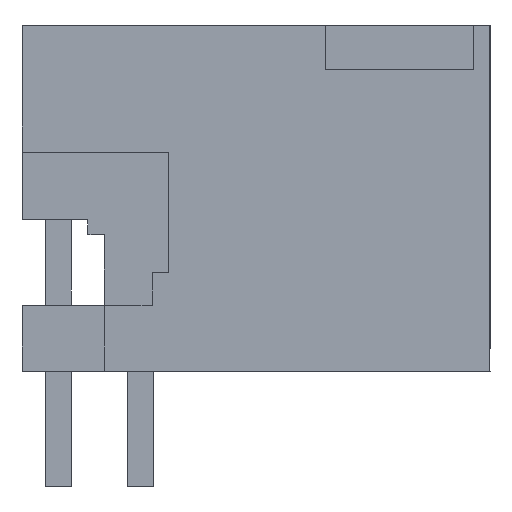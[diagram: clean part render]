
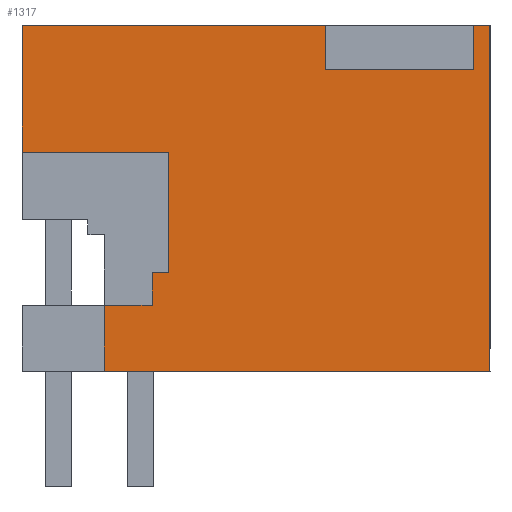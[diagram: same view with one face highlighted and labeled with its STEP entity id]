
A CAD part, left-side view. The second image highlights one B-rep face of the part: STEP entity #1317.
In plain terms, the highlighted planar face has unit normal (-1, 0, 0).
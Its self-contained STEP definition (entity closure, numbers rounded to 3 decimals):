
#1224=AXIS2_PLACEMENT_3D('Plane Axis2P3D',#1221,#1222,#1223) ;
#102=CARTESIAN_POINT('Vertex',(0.,11.7,5.5)) ;
#105=CARTESIAN_POINT('Line Origine',(0.,10.975,5.5)) ;
#109=CARTESIAN_POINT('Vertex',(0.,10.25,5.5)) ;
#970=CARTESIAN_POINT('Vertex',(0.,0.,3.5)) ;
#973=CARTESIAN_POINT('Line Origine',(0.,5.85,3.5)) ;
#977=CARTESIAN_POINT('Vertex',(0.,11.7,3.5)) ;
#1190=CARTESIAN_POINT('Line Origine',(0.,11.7,4.5)) ;
#1221=CARTESIAN_POINT('Axis2P3D Location',(0.,14.2,0.)) ;
#1226=CARTESIAN_POINT('Line Origine',(0.,0.,8.75)) ;
#1230=CARTESIAN_POINT('Vertex',(0.,0.,14.)) ;
#1233=CARTESIAN_POINT('Line Origine',(0.,0.25,14.)) ;
#1237=CARTESIAN_POINT('Vertex',(0.,0.5,14.)) ;
#1240=CARTESIAN_POINT('Line Origine',(0.,0.5,13.325)) ;
#1244=CARTESIAN_POINT('Vertex',(0.,0.5,12.65)) ;
#1247=CARTESIAN_POINT('Line Origine',(0.,2.75,12.65)) ;
#1251=CARTESIAN_POINT('Vertex',(0.,5.,12.65)) ;
#1254=CARTESIAN_POINT('Line Origine',(0.,5.,13.325)) ;
#1258=CARTESIAN_POINT('Vertex',(0.,5.,14.)) ;
#1261=CARTESIAN_POINT('Line Origine',(0.,9.6,14.)) ;
#1265=CARTESIAN_POINT('Vertex',(0.,14.2,14.)) ;
#1268=CARTESIAN_POINT('Line Origine',(0.,14.2,12.075)) ;
#1272=CARTESIAN_POINT('Vertex',(0.,14.2,10.15)) ;
#1275=CARTESIAN_POINT('Line Origine',(0.,11.975,10.15)) ;
#1279=CARTESIAN_POINT('Vertex',(0.,9.75,10.15)) ;
#1282=CARTESIAN_POINT('Line Origine',(0.,9.75,8.325)) ;
#1286=CARTESIAN_POINT('Vertex',(0.,9.75,6.5)) ;
#1289=CARTESIAN_POINT('Line Origine',(0.,10.,6.5)) ;
#1293=CARTESIAN_POINT('Vertex',(0.,10.25,6.5)) ;
#1296=CARTESIAN_POINT('Line Origine',(0.,10.25,6.)) ;
#106=DIRECTION('Vector Direction',(0.,1.,0.)) ;
#974=DIRECTION('Vector Direction',(0.,-1.,0.)) ;
#1191=DIRECTION('Vector Direction',(0.,0.,1.)) ;
#1222=DIRECTION('Axis2P3D Direction',(-1.,0.,0.)) ;
#1223=DIRECTION('Axis2P3D XDirection',(0.,-1.,0.)) ;
#1227=DIRECTION('Vector Direction',(0.,0.,1.)) ;
#1234=DIRECTION('Vector Direction',(0.,-1.,0.)) ;
#1241=DIRECTION('Vector Direction',(0.,0.,-1.)) ;
#1248=DIRECTION('Vector Direction',(0.,1.,0.)) ;
#1255=DIRECTION('Vector Direction',(0.,0.,-1.)) ;
#1262=DIRECTION('Vector Direction',(0.,-1.,0.)) ;
#1269=DIRECTION('Vector Direction',(0.,0.,1.)) ;
#1276=DIRECTION('Vector Direction',(0.,-1.,0.)) ;
#1283=DIRECTION('Vector Direction',(0.,0.,1.)) ;
#1290=DIRECTION('Vector Direction',(0.,-1.,0.)) ;
#1297=DIRECTION('Vector Direction',(0.,0.,1.)) ;
#107=VECTOR('Line Direction',#106,1.) ;
#975=VECTOR('Line Direction',#974,1.) ;
#1192=VECTOR('Line Direction',#1191,1.) ;
#1228=VECTOR('Line Direction',#1227,1.) ;
#1235=VECTOR('Line Direction',#1234,1.) ;
#1242=VECTOR('Line Direction',#1241,1.) ;
#1249=VECTOR('Line Direction',#1248,1.) ;
#1256=VECTOR('Line Direction',#1255,1.) ;
#1263=VECTOR('Line Direction',#1262,1.) ;
#1270=VECTOR('Line Direction',#1269,1.) ;
#1277=VECTOR('Line Direction',#1276,1.) ;
#1284=VECTOR('Line Direction',#1283,1.) ;
#1291=VECTOR('Line Direction',#1290,1.) ;
#1298=VECTOR('Line Direction',#1297,1.) ;
#1302=ORIENTED_EDGE('',*,*,#979,.T.) ;
#1303=ORIENTED_EDGE('',*,*,#1232,.T.) ;
#1304=ORIENTED_EDGE('',*,*,#1239,.T.) ;
#1305=ORIENTED_EDGE('',*,*,#1246,.T.) ;
#1306=ORIENTED_EDGE('',*,*,#1253,.T.) ;
#1307=ORIENTED_EDGE('',*,*,#1260,.T.) ;
#1308=ORIENTED_EDGE('',*,*,#1267,.T.) ;
#1309=ORIENTED_EDGE('',*,*,#1274,.T.) ;
#1310=ORIENTED_EDGE('',*,*,#1281,.T.) ;
#1311=ORIENTED_EDGE('',*,*,#1288,.T.) ;
#1312=ORIENTED_EDGE('',*,*,#1295,.T.) ;
#1313=ORIENTED_EDGE('',*,*,#1300,.T.) ;
#1314=ORIENTED_EDGE('',*,*,#111,.T.) ;
#1315=ORIENTED_EDGE('',*,*,#1194,.T.) ;
#1317=ADVANCED_FACE('HOUSING',(#1316),#1225,.T.) ;
#111=EDGE_CURVE('',#110,#103,#108,.T.) ;
#979=EDGE_CURVE('',#978,#971,#976,.T.) ;
#1194=EDGE_CURVE('',#103,#978,#1193,.F.) ;
#1232=EDGE_CURVE('',#971,#1231,#1229,.T.) ;
#1239=EDGE_CURVE('',#1231,#1238,#1236,.F.) ;
#1246=EDGE_CURVE('',#1238,#1245,#1243,.T.) ;
#1253=EDGE_CURVE('',#1245,#1252,#1250,.T.) ;
#1260=EDGE_CURVE('',#1252,#1259,#1257,.F.) ;
#1267=EDGE_CURVE('',#1259,#1266,#1264,.F.) ;
#1274=EDGE_CURVE('',#1266,#1273,#1271,.F.) ;
#1281=EDGE_CURVE('',#1273,#1280,#1278,.T.) ;
#1288=EDGE_CURVE('',#1280,#1287,#1285,.F.) ;
#1295=EDGE_CURVE('',#1287,#1294,#1292,.F.) ;
#1300=EDGE_CURVE('',#1294,#110,#1299,.F.) ;
#1301=EDGE_LOOP('',(#1302,#1303,#1304,#1305,#1306,#1307,#1308,#1309,#1310,#1311,#1312,#1313,#1314,#1315)) ;
#1316=FACE_OUTER_BOUND('',#1301,.T.) ;
#108=LINE('Line',#105,#107) ;
#976=LINE('Line',#973,#975) ;
#1193=LINE('Line',#1190,#1192) ;
#1229=LINE('Line',#1226,#1228) ;
#1236=LINE('Line',#1233,#1235) ;
#1243=LINE('Line',#1240,#1242) ;
#1250=LINE('Line',#1247,#1249) ;
#1257=LINE('Line',#1254,#1256) ;
#1264=LINE('Line',#1261,#1263) ;
#1271=LINE('Line',#1268,#1270) ;
#1278=LINE('Line',#1275,#1277) ;
#1285=LINE('Line',#1282,#1284) ;
#1292=LINE('Line',#1289,#1291) ;
#1299=LINE('Line',#1296,#1298) ;
#1225=PLANE('',#1224) ;
#103=VERTEX_POINT('',#102) ;
#110=VERTEX_POINT('',#109) ;
#971=VERTEX_POINT('',#970) ;
#978=VERTEX_POINT('',#977) ;
#1231=VERTEX_POINT('',#1230) ;
#1238=VERTEX_POINT('',#1237) ;
#1245=VERTEX_POINT('',#1244) ;
#1252=VERTEX_POINT('',#1251) ;
#1259=VERTEX_POINT('',#1258) ;
#1266=VERTEX_POINT('',#1265) ;
#1273=VERTEX_POINT('',#1272) ;
#1280=VERTEX_POINT('',#1279) ;
#1287=VERTEX_POINT('',#1286) ;
#1294=VERTEX_POINT('',#1293) ;
